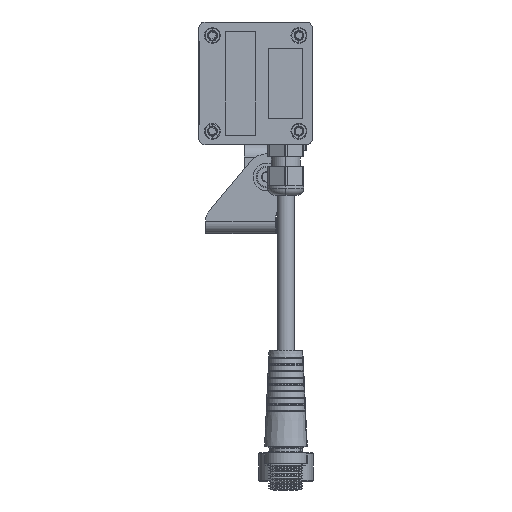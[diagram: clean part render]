
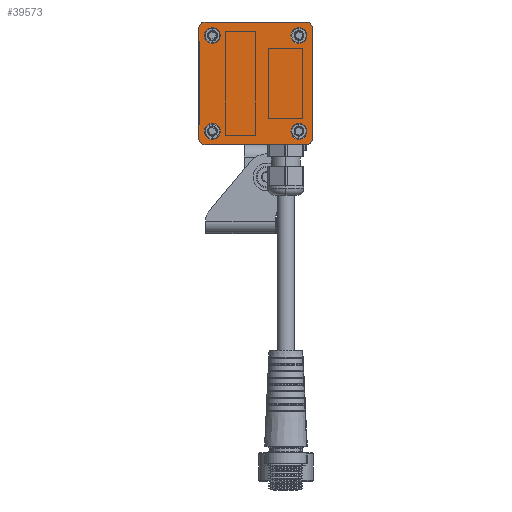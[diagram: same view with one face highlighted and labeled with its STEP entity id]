
A CAD part, left-side view. The second image highlights one B-rep face of the part: STEP entity #39573.
In plain terms, the highlighted face is planar.
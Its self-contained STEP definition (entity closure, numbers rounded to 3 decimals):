
#215 = CARTESIAN_POINT ( 'NONE',  ( 407.475, 134.93, 2. ) ) ;
#505 = DIRECTION ( 'NONE',  ( 1., 0., 0. ) ) ;
#834 = VERTEX_POINT ( 'NONE', #29618 ) ;
#1330 = EDGE_CURVE ( 'NONE', #24186, #17304, #28261, .T. ) ;
#1532 = FACE_BOUND ( 'NONE', #33809, .T. ) ;
#1697 = DIRECTION ( 'NONE',  ( 0., 0., -1. ) ) ;
#2002 = AXIS2_PLACEMENT_3D ( 'NONE', #40461, #15996, #24629 ) ;
#2388 = VERTEX_POINT ( 'NONE', #31581 ) ;
#2404 = EDGE_CURVE ( 'NONE', #7950, #39440, #5245, .T. ) ;
#2523 = LINE ( 'NONE', #40123, #24836 ) ;
#3195 = ORIENTED_EDGE ( 'NONE', *, *, #14910, .T. ) ;
#3419 = ORIENTED_EDGE ( 'NONE', *, *, #15687, .T. ) ;
#3686 = EDGE_CURVE ( 'NONE', #27676, #13102, #38910, .T. ) ;
#3809 = EDGE_CURVE ( 'NONE', #20628, #16236, #29665, .T. ) ;
#3816 = EDGE_CURVE ( 'NONE', #6167, #38729, #4819, .T. ) ;
#3967 = DIRECTION ( 'NONE',  ( 0., 0., -1. ) ) ;
#4131 = AXIS2_PLACEMENT_3D ( 'NONE', #35249, #25998, #35043 ) ;
#4489 = CARTESIAN_POINT ( 'NONE',  ( 373.875, 130.53, 2. ) ) ;
#4726 = CIRCLE ( 'NONE', #30955, 2. ) ;
#4819 = CIRCLE ( 'NONE', #10072, 2.6 ) ;
#5003 = CIRCLE ( 'NONE', #39093, 2. ) ;
#5022 = FACE_BOUND ( 'NONE', #5833, .T. ) ;
#5062 = ORIENTED_EDGE ( 'NONE', *, *, #12209, .T. ) ;
#5210 = CARTESIAN_POINT ( 'NONE',  ( 405.075, 130.53, 2. ) ) ;
#5223 = VERTEX_POINT ( 'NONE', #28781 ) ;
#5245 = CIRCLE ( 'NONE', #34108, 2.6 ) ;
#5618 = DIRECTION ( 'NONE',  ( 1., 0., 0. ) ) ;
#5833 = EDGE_LOOP ( 'NONE', ( #25385, #18929 ) ) ;
#5994 = CARTESIAN_POINT ( 'NONE',  ( 371.475, 97.93, 2. ) ) ;
#6030 = EDGE_CURVE ( 'NONE', #16236, #25172, #5003, .T. ) ;
#6167 = VERTEX_POINT ( 'NONE', #11756 ) ;
#6297 = DIRECTION ( 'NONE',  ( -1., 0., 0. ) ) ;
#6787 = EDGE_CURVE ( 'NONE', #17304, #33530, #2523, .T. ) ;
#7934 = DIRECTION ( 'NONE',  ( 1., 0., 0. ) ) ;
#7950 = VERTEX_POINT ( 'NONE', #11329 ) ;
#8282 = EDGE_CURVE ( 'NONE', #834, #5223, #35372, .T. ) ;
#8385 = LINE ( 'NONE', #15347, #12379 ) ;
#8872 = DIRECTION ( 'NONE',  ( 0., -1., 0. ) ) ;
#9845 = DIRECTION ( 'NONE',  ( 0., 0., -1. ) ) ;
#10072 = AXIS2_PLACEMENT_3D ( 'NONE', #16924, #13640, #38699 ) ;
#10598 = EDGE_LOOP ( 'NONE', ( #13649, #5062 ) ) ;
#10847 = CARTESIAN_POINT ( 'NONE',  ( 371.475, 134.93, 2. ) ) ;
#10949 = CARTESIAN_POINT ( 'NONE',  ( 373.875, 130.53, 2. ) ) ;
#11329 = CARTESIAN_POINT ( 'NONE',  ( 371.275, 102.33, 2. ) ) ;
#11371 = AXIS2_PLACEMENT_3D ( 'NONE', #38906, #16526, #13228 ) ;
#11470 = CIRCLE ( 'NONE', #14093, 2.6 ) ;
#11756 = CARTESIAN_POINT ( 'NONE',  ( 402.475, 102.33, 2. ) ) ;
#11860 = ORIENTED_EDGE ( 'NONE', *, *, #20348, .T. ) ;
#12209 = EDGE_CURVE ( 'NONE', #5223, #834, #31165, .T. ) ;
#12379 = VECTOR ( 'NONE', #6297, 1000. ) ;
#13102 = VERTEX_POINT ( 'NONE', #215 ) ;
#13228 = DIRECTION ( 'NONE',  ( 1., 0., 0. ) ) ;
#13640 = DIRECTION ( 'NONE',  ( 0., 0., -1. ) ) ;
#13649 = ORIENTED_EDGE ( 'NONE', *, *, #8282, .T. ) ;
#13799 = CARTESIAN_POINT ( 'NONE',  ( 405.075, 130.53, 2. ) ) ;
#14014 = DIRECTION ( 'NONE',  ( 1., 0., 0. ) ) ;
#14051 = DIRECTION ( 'NONE',  ( 0., 0., 1. ) ) ;
#14093 = AXIS2_PLACEMENT_3D ( 'NONE', #13799, #26329, #19974 ) ;
#14172 = CIRCLE ( 'NONE', #39092, 2.6 ) ;
#14910 = EDGE_CURVE ( 'NONE', #25172, #27676, #31868, .T. ) ;
#15347 = CARTESIAN_POINT ( 'NONE',  ( 403.175, 134.93, 2. ) ) ;
#15687 = EDGE_CURVE ( 'NONE', #38729, #6167, #23563, .T. ) ;
#15785 = AXIS2_PLACEMENT_3D ( 'NONE', #27405, #14051, #33572 ) ;
#15996 = DIRECTION ( 'NONE',  ( 0., 0., 1. ) ) ;
#16236 = VERTEX_POINT ( 'NONE', #24273 ) ;
#16331 = ORIENTED_EDGE ( 'NONE', *, *, #6030, .T. ) ;
#16526 = DIRECTION ( 'NONE',  ( 0., 0., 1. ) ) ;
#16604 = EDGE_CURVE ( 'NONE', #13102, #24186, #8385, .T. ) ;
#16680 = CARTESIAN_POINT ( 'NONE',  ( 405.075, 102.33, 2. ) ) ;
#16877 = VECTOR ( 'NONE', #22281, 1000. ) ;
#16924 = CARTESIAN_POINT ( 'NONE',  ( 405.075, 102.33, 2. ) ) ;
#17304 = VERTEX_POINT ( 'NONE', #39866 ) ;
#18561 = CARTESIAN_POINT ( 'NONE',  ( 409.475, 105.78, 2. ) ) ;
#18929 = ORIENTED_EDGE ( 'NONE', *, *, #2404, .T. ) ;
#18973 = ORIENTED_EDGE ( 'NONE', *, *, #36334, .T. ) ;
#19396 = DIRECTION ( 'NONE',  ( 1., 0., 0. ) ) ;
#19831 = DIRECTION ( 'NONE',  ( 1., 0., 0. ) ) ;
#19974 = DIRECTION ( 'NONE',  ( 1., 0., 0. ) ) ;
#20348 = EDGE_CURVE ( 'NONE', #33530, #20628, #4726, .T. ) ;
#20628 = VERTEX_POINT ( 'NONE', #5994 ) ;
#20852 = PLANE ( 'NONE',  #15785 ) ;
#21882 = CIRCLE ( 'NONE', #4131, 2.6 ) ;
#21887 = VECTOR ( 'NONE', #19831, 1000. ) ;
#22281 = DIRECTION ( 'NONE',  ( 0., 1., 0. ) ) ;
#22408 = DIRECTION ( 'NONE',  ( 1., 0., 0. ) ) ;
#22502 = EDGE_CURVE ( 'NONE', #39440, #7950, #21882, .T. ) ;
#22934 = CARTESIAN_POINT ( 'NONE',  ( 407.475, 97.93, 2. ) ) ;
#23011 = ORIENTED_EDGE ( 'NONE', *, *, #6787, .T. ) ;
#23492 = CARTESIAN_POINT ( 'NONE',  ( 407.675, 102.33, 2. ) ) ;
#23563 = CIRCLE ( 'NONE', #35993, 2.6 ) ;
#24186 = VERTEX_POINT ( 'NONE', #10847 ) ;
#24273 = CARTESIAN_POINT ( 'NONE',  ( 407.475, 97.93, 2. ) ) ;
#24337 = DIRECTION ( 'NONE',  ( 0., 0., -1. ) ) ;
#24629 = DIRECTION ( 'NONE',  ( 1., 0., 0. ) ) ;
#24836 = VECTOR ( 'NONE', #8872, 1000. ) ;
#24870 = CARTESIAN_POINT ( 'NONE',  ( 409.475, 99.93, 2. ) ) ;
#25172 = VERTEX_POINT ( 'NONE', #24870 ) ;
#25385 = ORIENTED_EDGE ( 'NONE', *, *, #22502, .T. ) ;
#25998 = DIRECTION ( 'NONE',  ( 0., 0., -1. ) ) ;
#26329 = DIRECTION ( 'NONE',  ( 0., 0., -1. ) ) ;
#27018 = DIRECTION ( 'NONE',  ( 0., 0., 1. ) ) ;
#27405 = CARTESIAN_POINT ( 'NONE',  ( 407.475, 132.93, 2. ) ) ;
#27676 = VERTEX_POINT ( 'NONE', #31134 ) ;
#28246 = EDGE_LOOP ( 'NONE', ( #18973, #29763 ) ) ;
#28261 = CIRCLE ( 'NONE', #2002, 2. ) ;
#28549 = AXIS2_PLACEMENT_3D ( 'NONE', #10949, #1697, #14014 ) ;
#28738 = CARTESIAN_POINT ( 'NONE',  ( 369.475, 99.93, 2. ) ) ;
#28781 = CARTESIAN_POINT ( 'NONE',  ( 371.275, 130.53, 2. ) ) ;
#28834 = EDGE_LOOP ( 'NONE', ( #34118, #37647, #23011, #11860, #33849, #16331, #3195, #33605 ) ) ;
#28883 = ORIENTED_EDGE ( 'NONE', *, *, #3816, .T. ) ;
#29467 = CARTESIAN_POINT ( 'NONE',  ( 376.475, 102.33, 2. ) ) ;
#29618 = CARTESIAN_POINT ( 'NONE',  ( 376.475, 130.53, 2. ) ) ;
#29665 = LINE ( 'NONE', #22934, #21887 ) ;
#29763 = ORIENTED_EDGE ( 'NONE', *, *, #30463, .T. ) ;
#30076 = FACE_BOUND ( 'NONE', #10598, .T. ) ;
#30463 = EDGE_CURVE ( 'NONE', #39263, #2388, #11470, .T. ) ;
#30466 = FACE_OUTER_BOUND ( 'NONE', #28834, .T. ) ;
#30955 = AXIS2_PLACEMENT_3D ( 'NONE', #39331, #27018, #7934 ) ;
#31134 = CARTESIAN_POINT ( 'NONE',  ( 409.475, 132.93, 2. ) ) ;
#31165 = CIRCLE ( 'NONE', #28549, 2.6 ) ;
#31581 = CARTESIAN_POINT ( 'NONE',  ( 407.675, 130.53, 2. ) ) ;
#31868 = LINE ( 'NONE', #18561, #16877 ) ;
#31887 = DIRECTION ( 'NONE',  ( 0., 0., 1. ) ) ;
#33064 = AXIS2_PLACEMENT_3D ( 'NONE', #4489, #35926, #36138 ) ;
#33530 = VERTEX_POINT ( 'NONE', #28738 ) ;
#33572 = DIRECTION ( 'NONE',  ( 1., 0., 0. ) ) ;
#33605 = ORIENTED_EDGE ( 'NONE', *, *, #3686, .T. ) ;
#33809 = EDGE_LOOP ( 'NONE', ( #3419, #28883 ) ) ;
#33849 = ORIENTED_EDGE ( 'NONE', *, *, #3809, .T. ) ;
#34108 = AXIS2_PLACEMENT_3D ( 'NONE', #37967, #9845, #22408 ) ;
#34118 = ORIENTED_EDGE ( 'NONE', *, *, #16604, .T. ) ;
#35043 = DIRECTION ( 'NONE',  ( 1., 0., 0. ) ) ;
#35249 = CARTESIAN_POINT ( 'NONE',  ( 373.875, 102.33, 2. ) ) ;
#35372 = CIRCLE ( 'NONE', #33064, 2.6 ) ;
#35926 = DIRECTION ( 'NONE',  ( 0., 0., -1. ) ) ;
#35993 = AXIS2_PLACEMENT_3D ( 'NONE', #16680, #3967, #19396 ) ;
#36138 = DIRECTION ( 'NONE',  ( 1., 0., 0. ) ) ;
#36334 = EDGE_CURVE ( 'NONE', #2388, #39263, #14172, .T. ) ;
#36662 = FACE_BOUND ( 'NONE', #28246, .T. ) ;
#37647 = ORIENTED_EDGE ( 'NONE', *, *, #1330, .T. ) ;
#37967 = CARTESIAN_POINT ( 'NONE',  ( 373.875, 102.33, 2. ) ) ;
#38079 = CARTESIAN_POINT ( 'NONE',  ( 407.475, 99.93, 2. ) ) ;
#38699 = DIRECTION ( 'NONE',  ( 1., 0., 0. ) ) ;
#38729 = VERTEX_POINT ( 'NONE', #23492 ) ;
#38906 = CARTESIAN_POINT ( 'NONE',  ( 407.475, 132.93, 2. ) ) ;
#38910 = CIRCLE ( 'NONE', #11371, 2. ) ;
#39092 = AXIS2_PLACEMENT_3D ( 'NONE', #5210, #24337, #5618 ) ;
#39093 = AXIS2_PLACEMENT_3D ( 'NONE', #38079, #31887, #505 ) ;
#39263 = VERTEX_POINT ( 'NONE', #40196 ) ;
#39331 = CARTESIAN_POINT ( 'NONE',  ( 371.475, 99.93, 2. ) ) ;
#39440 = VERTEX_POINT ( 'NONE', #29467 ) ;
#39573 = ADVANCED_FACE ( 'NONE', ( #1532, #36662, #5022, #30076, #30466 ), #20852, .T. ) ;
#39866 = CARTESIAN_POINT ( 'NONE',  ( 369.475, 132.93, 2. ) ) ;
#40123 = CARTESIAN_POINT ( 'NONE',  ( 369.475, 132.291, 2. ) ) ;
#40196 = CARTESIAN_POINT ( 'NONE',  ( 402.475, 130.53, 2. ) ) ;
#40461 = CARTESIAN_POINT ( 'NONE',  ( 371.475, 132.93, 2. ) ) ;
